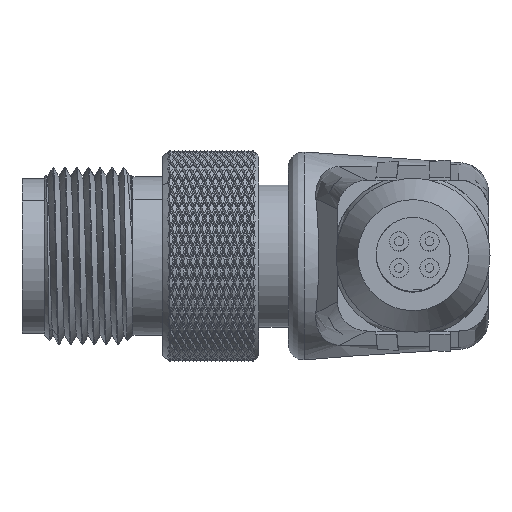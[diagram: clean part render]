
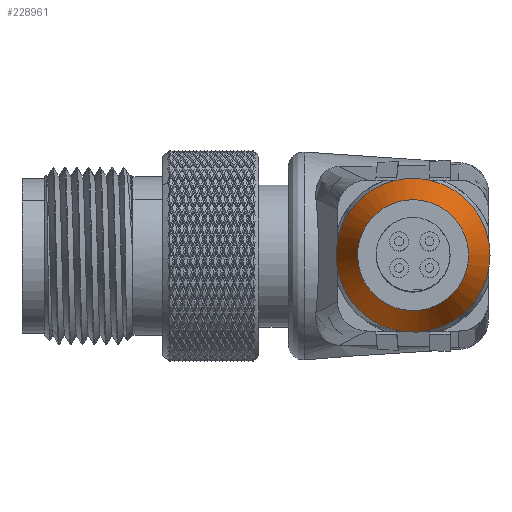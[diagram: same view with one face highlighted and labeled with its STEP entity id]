
A CAD part, top view. The second image highlights one B-rep face of the part: STEP entity #228961.
In plain terms, the highlighted free-form (B-spline) face has degree [3, 1] with [17, 2] control points.
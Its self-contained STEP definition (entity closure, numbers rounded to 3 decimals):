
#228883=CARTESIAN_POINT('',(13.63,0.,-65.693));
#228884=VERTEX_POINT('',#228883);
#228890=CARTESIAN_POINT('',(13.63,0.,-65.693));
#228891=CARTESIAN_POINT('',(13.63,-9.007,-65.693));
#228892=CARTESIAN_POINT('',(5.83,-4.503,-65.693));
#228893=CARTESIAN_POINT('',(-1.97,0.,-65.693));
#228894=CARTESIAN_POINT('',(5.83,4.503,-65.693));
#228895=CARTESIAN_POINT('',(13.63,9.007,-65.693));
#228896=CARTESIAN_POINT('',(13.63,0.,-65.693));
#228897=(BOUNDED_CURVE()B_SPLINE_CURVE(2,(#228890,#228891,#228892,#228893,#228894,#228895,#228896),.CIRCULAR_ARC.,.T.,.U.)B_SPLINE_CURVE_WITH_KNOTS((3,2,2,3),(0.,0.333,0.667,1.),.UNSPECIFIED.)CURVE()GEOMETRIC_REPRESENTATION_ITEM()RATIONAL_B_SPLINE_CURVE((1.,0.5,1.,0.5,1.,0.5,1.))REPRESENTATION_ITEM(''));
#228898=EDGE_CURVE('',#228884,#228884,#228897,.T.);
#228905=CARTESIAN_POINT('',(12.18,0.,-62.193));
#228906=CARTESIAN_POINT('',(13.63,0.,-65.693));
#228907=CARTESIAN_POINT('',(12.181,-0.591,-62.193));
#228908=CARTESIAN_POINT('',(13.632,-0.819,-65.693));
#228909=CARTESIAN_POINT('',(11.958,-1.508,-62.193));
#228910=CARTESIAN_POINT('',(13.323,-2.091,-65.693));
#228911=CARTESIAN_POINT('',(11.041,-2.838,-62.193));
#228912=CARTESIAN_POINT('',(12.051,-3.935,-65.693));
#228913=CARTESIAN_POINT('',(9.588,-3.755,-62.193));
#228914=CARTESIAN_POINT('',(10.036,-5.207,-65.693));
#228915=CARTESIAN_POINT('',(7.619,-3.816,-62.193));
#228916=CARTESIAN_POINT('',(7.305,-5.292,-65.693));
#228917=CARTESIAN_POINT('',(5.921,-2.98,-62.193));
#228918=CARTESIAN_POINT('',(4.951,-4.132,-65.693));
#228919=CARTESIAN_POINT('',(4.98,-1.7,-62.193));
#228920=CARTESIAN_POINT('',(3.646,-2.357,-65.693));
#228921=CARTESIAN_POINT('',(4.572,-0.088,-62.193));
#228922=CARTESIAN_POINT('',(3.08,-0.122,-65.693));
#228923=CARTESIAN_POINT('',(4.846,1.592,-62.193));
#228924=CARTESIAN_POINT('',(3.46,2.207,-65.693));
#228925=CARTESIAN_POINT('',(6.068,3.097,-62.193));
#228926=CARTESIAN_POINT('',(5.155,4.295,-65.693));
#228927=CARTESIAN_POINT('',(7.808,3.854,-62.193));
#228928=CARTESIAN_POINT('',(7.567,5.344,-65.693));
#228929=CARTESIAN_POINT('',(9.758,3.693,-62.193));
#228930=CARTESIAN_POINT('',(10.272,5.12,-65.693));
#228931=CARTESIAN_POINT('',(11.137,2.735,-62.193));
#228932=CARTESIAN_POINT('',(12.184,3.793,-65.693));
#228933=CARTESIAN_POINT('',(11.979,1.437,-62.193));
#228934=CARTESIAN_POINT('',(13.351,1.993,-65.693));
#228935=CARTESIAN_POINT('',(12.181,0.563,-62.193));
#228936=CARTESIAN_POINT('',(13.631,0.781,-65.693));
#228937=CARTESIAN_POINT('',(12.18,0.,-62.193));
#228938=CARTESIAN_POINT('',(13.63,0.,-65.693));
#228939=B_SPLINE_SURFACE_WITH_KNOTS('',3,1,((#228905,#228906),(#228907,#228908),(#228909,#228910),(#228911,#228912),(#228913,#228914),(#228915,#228916),(#228917,#228918),(#228919,#228920),(#228921,#228922),(#228923,#228924),(#228925,#228926),(#228927,#228928),(#228929,#228930),(#228931,#228932),(#228933,#228934),(#228935,#228936),(#228937,#228938)),.UNSPECIFIED.,.T.,.F.,.U.,(4,1,1,1,1,1,1,1,1,1,1,1,1,1,4),(2,2),(0.,0.075,0.117,0.204,0.286,0.36,0.439,0.482,0.569,0.648,0.722,0.805,0.889,0.928,1.),(0.,1.),.UNSPECIFIED.);
#228940=CARTESIAN_POINT('',(12.18,0.,-62.193));
#228941=VERTEX_POINT('',#228940);
#228942=CARTESIAN_POINT('',(13.63,0.,-65.693));
#228943=CARTESIAN_POINT('',(12.18,0.,-62.193));
#228944=B_SPLINE_CURVE_WITH_KNOTS('',1,(#228942,#228943),.POLYLINE_FORM.,.F.,.U.,(2,2),(0.,1.),.UNSPECIFIED.);
#228945=EDGE_CURVE('',#228884,#228941,#228944,.T.);
#228946=ORIENTED_EDGE('',*,*,#228945,.T.);
#228947=CARTESIAN_POINT('',(12.18,0.,-62.193));
#228948=CARTESIAN_POINT('',(12.18,-6.495,-62.193));
#228949=CARTESIAN_POINT('',(6.555,-3.248,-62.193));
#228950=CARTESIAN_POINT('',(0.93,0.,-62.193));
#228951=CARTESIAN_POINT('',(6.555,3.248,-62.193));
#228952=CARTESIAN_POINT('',(12.18,6.495,-62.193));
#228953=CARTESIAN_POINT('',(12.18,0.,-62.193));
#228954=(BOUNDED_CURVE()B_SPLINE_CURVE(2,(#228947,#228948,#228949,#228950,#228951,#228952,#228953),.CIRCULAR_ARC.,.T.,.U.)B_SPLINE_CURVE_WITH_KNOTS((3,2,2,3),(0.,0.333,0.667,1.),.UNSPECIFIED.)CURVE()GEOMETRIC_REPRESENTATION_ITEM()RATIONAL_B_SPLINE_CURVE((1.,0.5,1.,0.5,1.,0.5,1.))REPRESENTATION_ITEM(''));
#228955=EDGE_CURVE('',#228941,#228941,#228954,.T.);
#228956=ORIENTED_EDGE('',*,*,#228955,.T.);
#228957=ORIENTED_EDGE('',*,*,#228945,.F.);
#228958=ORIENTED_EDGE('',*,*,#228898,.F.);
#228959=EDGE_LOOP('',(#228946,#228956,#228957,#228958));
#228960=FACE_OUTER_BOUND('',#228959,.T.);
#228961=ADVANCED_FACE('',(#228960),#228939,.T.);
